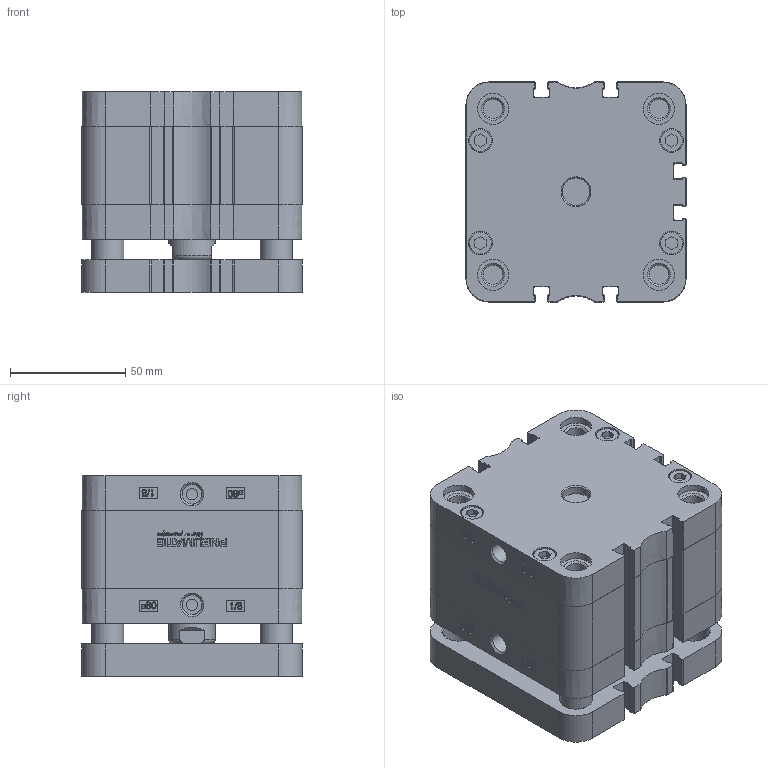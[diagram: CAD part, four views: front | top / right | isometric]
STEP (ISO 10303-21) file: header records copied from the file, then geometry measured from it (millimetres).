
FILE_DESCRIPTION(/* description */ (''),/* implementation_level */ '2;1');
FILE_NAME(/* name */ 'C-D-80-1000-A.stp',/* time_stamp */ '2015-10-28T15:03:48+01:00',/* author */ (''),/* organization */ (''),/* preprocessor_version */ 'ST-DEVELOPER v15.2',/* originating_system */ 'Autodesk Translator Framework v2.0.0.5431',/* authorisation */ '');
FILE_SCHEMA (('AUTOMOTIVE_DESIGN { 1 0 10303 214 3 1 1 }'));
Products named in the file (1): (Unsaved)
Bounding box: 95.5 x 95.5 x 87 mm (x, y, z)
Volume: 495618.4 mm3; surface area: 125955.9 mm2
Topology: 7 solids, 9 shells, 1750 faces, 4746 edges, 3113 vertices
Faces by surface type: bspline 771, plane 597, cylinder 278, cone 81, torus 23
Full cylindrical faces by diameter (mm): 5 x2, 6.647 x4, 8 x2, 8.376 x7, 8.566 x2, 9.1 x2, 9.8 x8, 10.106 x1, 10.3 x8, 12 x1, 13 x2, 13.5 x8, 14 x4, 16 x2, 18 x1, 20 x1, 20.6 x1, 21.9 x1, 23 x1, 24.8 x1, 25 x1, 28 x1, 80 x1
Entity records: 60948 total; most frequent: CARTESIAN_POINT 22278, ORIENTED_EDGE 9196, DIRECTION 5645, EDGE_CURVE 4578, VERTEX_POINT 3091, LINE 2327, VECTOR 2327, EDGE_LOOP 2031
